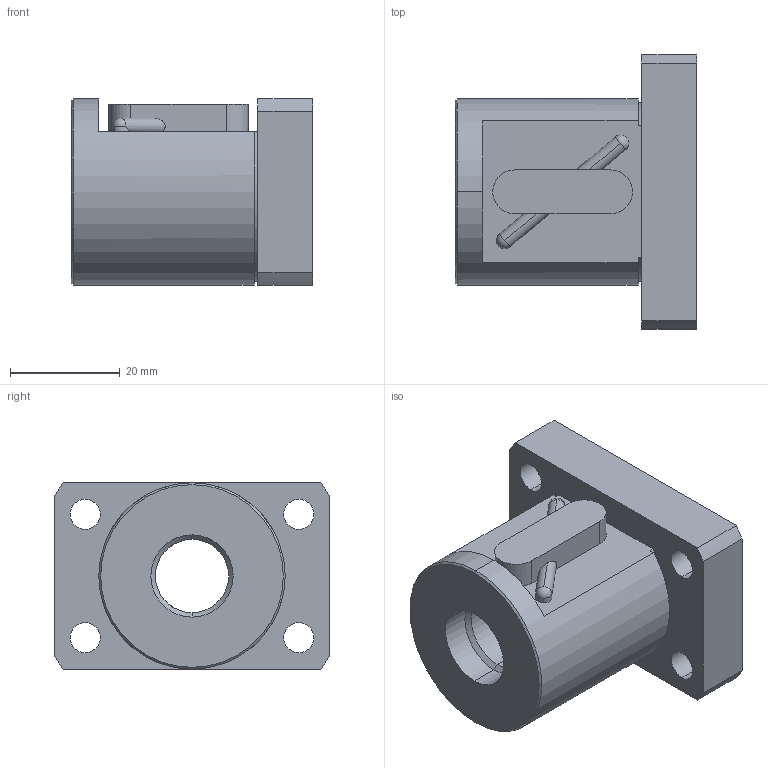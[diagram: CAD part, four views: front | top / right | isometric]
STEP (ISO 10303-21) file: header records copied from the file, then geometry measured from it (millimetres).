
FILE_DESCRIPTION (( 'STEP AP214' ), '1' );
FILE_NAME ('BSS1505_n.STEP', '2024-10-09T10:46:05', ( '' ), ( '' ), 'SwSTEP 2.0', 'SolidWorks 2024', '' );
FILE_SCHEMA (( 'AUTOMOTIVE_DESIGN' ));
Length unit declared in the file: millimetre
Products named in the file (1): BSS1505_n
Bounding box: 44 x 50 x 34 mm (x, y, z)
Volume: 36816.6 mm3; surface area: 11787.7 mm2
Topology: 1 solids, 1 shells, 75 faces, 201 edges, 128 vertices
Faces by surface type: cylinder 45, plane 18, cone 7, sphere 5
Entity records: 2660 total; most frequent: CARTESIAN_POINT 736, DIRECTION 411, ORIENTED_EDGE 390, EDGE_CURVE 195, AXIS2_PLACEMENT_3D 166, VERTEX_POINT 127, EDGE_LOOP 92, CIRCLE 90
